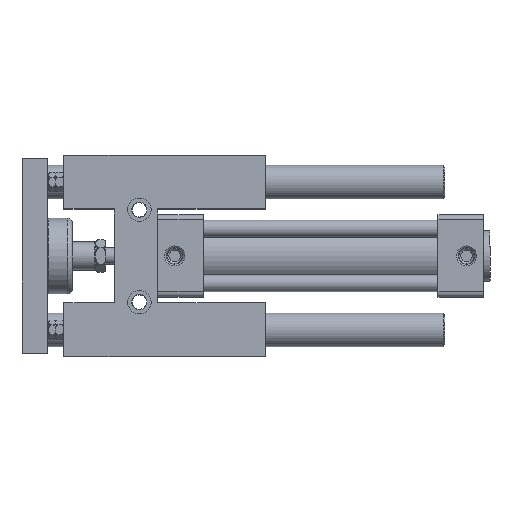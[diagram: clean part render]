
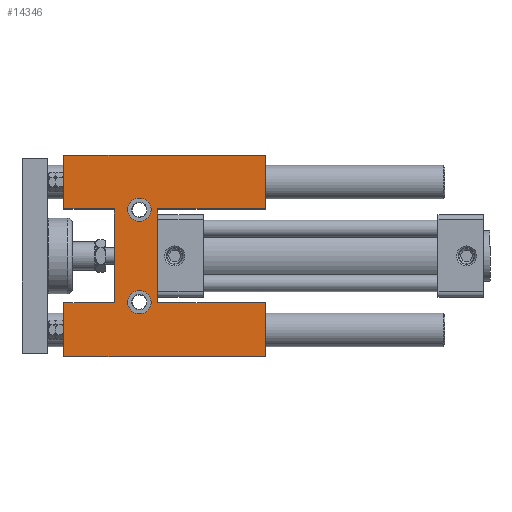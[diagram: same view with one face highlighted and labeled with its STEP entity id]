
A CAD part, top view. The second image highlights one B-rep face of the part: STEP entity #14346.
In plain terms, the highlighted planar face has unit normal (0, 0, 1).
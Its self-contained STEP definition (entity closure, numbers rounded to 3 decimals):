
#13381=CARTESIAN_POINT('',(25.,28.,28.));
#13382=VERTEX_POINT('Vertex459',#13381);
#13383=CARTESIAN_POINT('',(25.,60.,28.));
#13384=VERTEX_POINT('Vertex458',#13383);
#13385=CARTESIAN_POINT('',(25.,44.,28.));
#13386=DIRECTION('',(0.,1.,0.));
#13387=VECTOR('',#13386,1.);
#13388=LINE('nurbsCrv641',#13385,#13387);
#13389=EDGE_CURVE('Edge641',#13382,#13384,#13388,.T.);
#13503=CARTESIAN_POINT('',(55.,28.,28.));
#13504=VERTEX_POINT('Vertex464',#13503);
#13511=CARTESIAN_POINT('',(40.,28.,28.));
#13512=DIRECTION('',(-1.,0.,0.));
#13513=VECTOR('',#13512,1.);
#13514=LINE('nurbsCrv648',#13511,#13513);
#13515=EDGE_CURVE('Edge648',#13504,#13382,#13514,.T.);
#13555=CARTESIAN_POINT('',(63.,-27.5,28.));
#13556=VERTEX_POINT('Vertex466',#13555);
#13557=CARTESIAN_POINT('',(70.,-27.5,28.));
#13558=DIRECTION('',(0.,0.,-1.));
#13559=DIRECTION('',(-1.,0.,0.));
#13560=AXIS2_PLACEMENT_3D('',#13557,#13558,#13559);
#13561=CIRCLE('nurbsCrv650',#13560,7.);
#13562=EDGE_CURVE('Edge650',#13556,#13556,#13561,.T.);
#13572=CARTESIAN_POINT('',(55.,-28.,28.));
#13573=VERTEX_POINT('Vertex467',#13572);
#13574=CARTESIAN_POINT('',(55.,0.,28.));
#13575=DIRECTION('',(0.,1.,0.));
#13576=VECTOR('',#13575,1.);
#13577=LINE('nurbsCrv651',#13574,#13576);
#13578=EDGE_CURVE('Edge651',#13573,#13504,#13577,.T.);
#13607=CARTESIAN_POINT('',(25.,-28.,28.));
#13608=VERTEX_POINT('Vertex469',#13607);
#13609=CARTESIAN_POINT('',(40.,-28.,28.));
#13610=DIRECTION('',(1.,0.,0.));
#13611=VECTOR('',#13610,1.);
#13612=LINE('nurbsCrv654',#13609,#13611);
#13613=EDGE_CURVE('Edge654',#13608,#13573,#13612,.T.);
#13658=CARTESIAN_POINT('',(63.,27.5,28.));
#13659=VERTEX_POINT('Vertex471',#13658);
#13660=CARTESIAN_POINT('',(70.,27.5,28.));
#13661=DIRECTION('',(0.,0.,-1.));
#13662=DIRECTION('',(-1.,0.,0.));
#13663=AXIS2_PLACEMENT_3D('',#13660,#13661,#13662);
#13664=CIRCLE('nurbsCrv658',#13663,7.);
#13665=EDGE_CURVE('Edge658',#13659,#13659,#13664,.T.);
#13733=CARTESIAN_POINT('',(25.,-60.,28.));
#13734=VERTEX_POINT('Vertex476',#13733);
#13741=CARTESIAN_POINT('',(25.,-44.,28.));
#13742=DIRECTION('',(0.,1.,0.));
#13743=VECTOR('',#13742,1.);
#13744=LINE('nurbsCrv664',#13741,#13743);
#13745=EDGE_CURVE('Edge664',#13734,#13608,#13744,.T.);
#13842=CARTESIAN_POINT('',(145.,-60.,28.));
#13843=VERTEX_POINT('Vertex479',#13842);
#13850=CARTESIAN_POINT('',(85.,-60.,28.));
#13851=DIRECTION('',(-1.,0.,0.));
#13852=VECTOR('',#13851,1.);
#13853=LINE('nurbsCrv668',#13850,#13852);
#13854=EDGE_CURVE('Edge668',#13843,#13734,#13853,.T.);
#13920=CARTESIAN_POINT('',(145.,60.,28.));
#13921=VERTEX_POINT('Vertex482',#13920);
#13922=CARTESIAN_POINT('',(85.,60.,28.));
#13923=DIRECTION('',(1.,0.,0.));
#13924=VECTOR('',#13923,1.);
#13925=LINE('nurbsCrv671',#13922,#13924);
#13926=EDGE_CURVE('Edge671',#13384,#13921,#13925,.T.);
#14193=CARTESIAN_POINT('',(145.,28.,28.));
#14194=VERTEX_POINT('Vertex492',#14193);
#14195=CARTESIAN_POINT('',(145.,44.,28.));
#14196=DIRECTION('',(0.,-1.,0.));
#14197=VECTOR('',#14196,1.);
#14198=LINE('nurbsCrv682',#14195,#14197);
#14199=EDGE_CURVE('Edge682',#13921,#14194,#14198,.T.);
#14227=CARTESIAN_POINT('',(145.,-28.,28.));
#14228=VERTEX_POINT('Vertex494',#14227);
#14235=CARTESIAN_POINT('',(145.,-44.,28.));
#14236=DIRECTION('',(0.,-1.,0.));
#14237=VECTOR('',#14236,1.);
#14238=LINE('nurbsCrv686',#14235,#14237);
#14239=EDGE_CURVE('Edge686',#14228,#13843,#14238,.T.);
#14254=CARTESIAN_POINT('',(81.,28.,28.));
#14255=VERTEX_POINT('Vertex495',#14254);
#14256=CARTESIAN_POINT('',(113.,28.,28.));
#14257=DIRECTION('',(-1.,0.,0.));
#14258=VECTOR('',#14257,1.);
#14259=LINE('nurbsCrv687',#14256,#14258);
#14260=EDGE_CURVE('Edge687',#14194,#14255,#14259,.T.);
#14293=CARTESIAN_POINT('',(81.,-28.,28.));
#14294=VERTEX_POINT('Vertex498',#14293);
#14301=CARTESIAN_POINT('',(113.,-28.,28.));
#14302=DIRECTION('',(1.,0.,0.));
#14303=VECTOR('',#14302,1.);
#14304=LINE('nurbsCrv692',#14301,#14303);
#14305=EDGE_CURVE('Edge692',#14294,#14228,#14304,.T.);
#14316=ORIENTED_EDGE('Edgeuse1355',*,*,#13745,.F.);
#14317=ORIENTED_EDGE('Edgeuse1356',*,*,#13854,.F.);
#14318=ORIENTED_EDGE('Edgeuse1357',*,*,#14239,.F.);
#14319=ORIENTED_EDGE('Edgeuse1358',*,*,#14305,.F.);
#14320=CARTESIAN_POINT('',(81.,0.,28.));
#14321=DIRECTION('',(0.,-1.,0.));
#14322=VECTOR('',#14321,1.);
#14323=LINE('nurbsCrv693',#14320,#14322);
#14324=EDGE_CURVE('Edge693',#14255,#14294,#14323,.T.);
#14325=ORIENTED_EDGE('Edgeuse1359',*,*,#14324,.F.);
#14326=ORIENTED_EDGE('Edgeuse1360',*,*,#14260,.F.);
#14327=ORIENTED_EDGE('Edgeuse1361',*,*,#14199,.F.);
#14328=ORIENTED_EDGE('Edgeuse1362',*,*,#13926,.F.);
#14329=ORIENTED_EDGE('Edgeuse1363',*,*,#13389,.F.);
#14330=ORIENTED_EDGE('Edgeuse1364',*,*,#13515,.F.);
#14331=ORIENTED_EDGE('Edgeuse1365',*,*,#13578,.F.);
#14332=ORIENTED_EDGE('Edgeuse1366',*,*,#13613,.F.);
#14333=EDGE_LOOP('',(#14316,#14317,#14318,#14319,#14325,#14326,#14327,#14328,
#14329,#14330,#14331,#14332));
#14334=FACE_OUTER_BOUND('',#14333,.T.);
#14335=ORIENTED_EDGE('Edgeuse1353',*,*,#13665,.T.);
#14336=EDGE_LOOP('',(#14335));
#14337=FACE_BOUND('',#14336,.T.);
#14338=ORIENTED_EDGE('Edgeuse1354',*,*,#13562,.T.);
#14339=EDGE_LOOP('',(#14338));
#14340=FACE_BOUND('',#14339,.T.);
#14341=CARTESIAN_POINT('',(85.,0.,28.));
#14342=DIRECTION('',(0.,0.,1.));
#14343=DIRECTION('',(-1.,0.,0.));
#14344=AXIS2_PLACEMENT_3D('',#14341,#14342,#14343);
#14345=PLANE('nurbsSrf296',#14344);
#14346=ADVANCED_FACE('Face296',(#14334,#14337,#14340),#14345,.T.);
